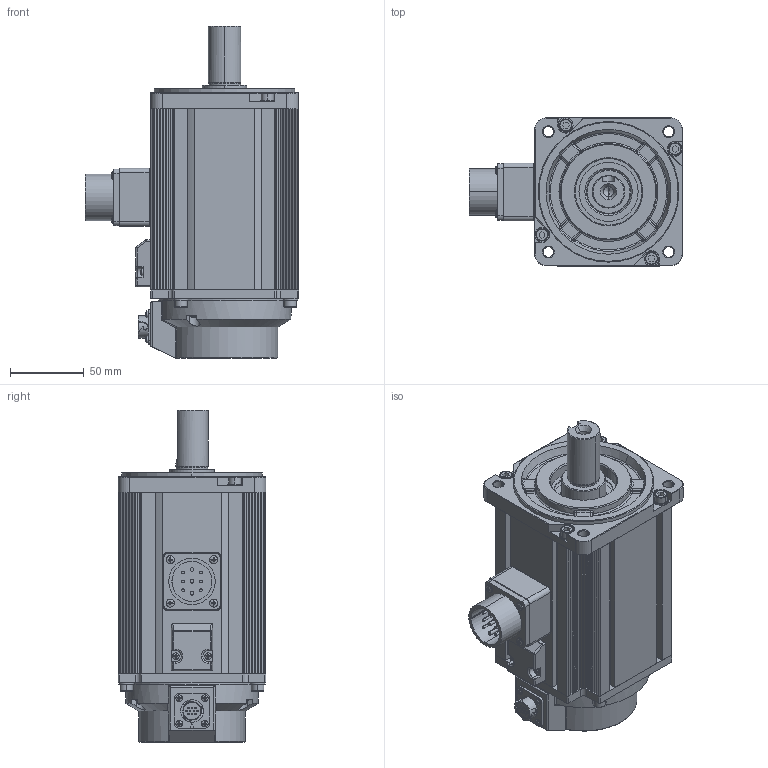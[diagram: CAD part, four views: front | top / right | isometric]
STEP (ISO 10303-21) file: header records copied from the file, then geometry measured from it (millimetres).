
FILE_DESCRIPTION (( 'STEP AP214' ), '1' );
FILE_NAME ('4611170001632.STEP', '2023-06-15T05:59:48', ( '11' ), ( '' ), 'SwSTEP 2.0', 'SolidWorks 2015', '' );
FILE_SCHEMA (( 'AUTOMOTIVE_DESIGN' ));
Length unit declared in the file: millimetre
Products named in the file (1): 4611170001632
Bounding box: 144 x 100 x 224.4 mm (x, y, z)
Surface area: 279069.6 mm2 (no closed solid volume)
Topology: 0 solids, 49 shells, 2068 faces, 5258 edges, 3416 vertices
Faces by surface type: plane 889, cylinder 803, cone 197, bspline 82, torus 57, sphere 40
Entity records: 92962 total; most frequent: CARTESIAN_POINT 19985, ORIENTED_EDGE 10396, DIRECTION 10243, EDGE_CURVE 5214, AXIS2_PLACEMENT_3D 3813, VERTEX_POINT 3412, LINE 2617, VECTOR 2617
